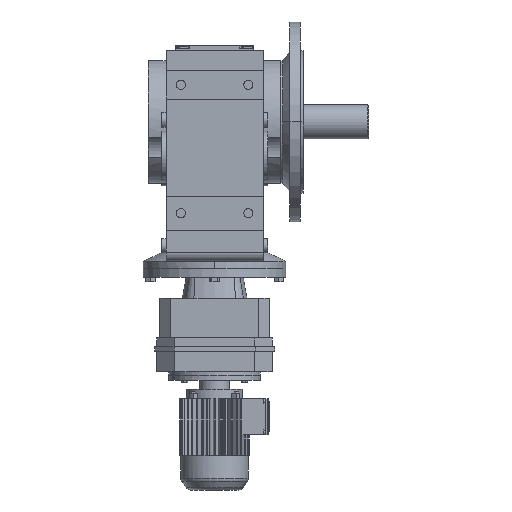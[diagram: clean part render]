
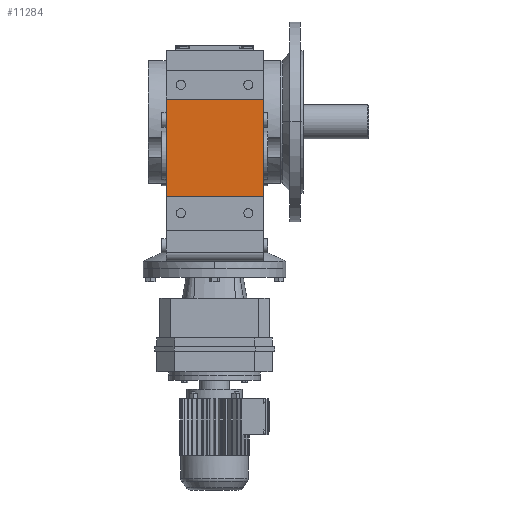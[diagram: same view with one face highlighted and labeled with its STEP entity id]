
A CAD part, front view. The second image highlights one B-rep face of the part: STEP entity #11284.
In plain terms, the highlighted planar face has unit normal (0, -1, 0).
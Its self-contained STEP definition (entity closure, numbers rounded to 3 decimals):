
#898 = PLANE('',#899);
#899 = AXIS2_PLACEMENT_3D('',#900,#901,#902);
#900 = CARTESIAN_POINT('',(-85.,-188.58,-228.15));
#901 = DIRECTION('',(-1.,0.,0.));
#902 = DIRECTION('',(0.,0.,1.));
#5471 = VERTEX_POINT('',#5472);
#5472 = CARTESIAN_POINT('',(-85.,-204.58,-130.));
#5486 = PLANE('',#5487);
#5487 = AXIS2_PLACEMENT_3D('',#5488,#5489,#5490);
#5488 = CARTESIAN_POINT('',(-85.,-204.58,-130.));
#5489 = DIRECTION('',(0.,0.,1.));
#5490 = DIRECTION('',(1.,0.,0.));
#5498 = EDGE_CURVE('',#5499,#5471,#5501,.T.);
#5499 = VERTEX_POINT('',#5500);
#5500 = CARTESIAN_POINT('',(-85.,-204.58,40.));
#5501 = SURFACE_CURVE('',#5502,(#5506,#5513),.PCURVE_S1.);
#5502 = LINE('',#5503,#5504);
#5503 = CARTESIAN_POINT('',(-85.,-204.58,40.));
#5504 = VECTOR('',#5505,1.);
#5505 = DIRECTION('',(0.,0.,-1.));
#5506 = PCURVE('',#898,#5507);
#5507 = DEFINITIONAL_REPRESENTATION('',(#5508),#5512);
#5508 = LINE('',#5509,#5510);
#5509 = CARTESIAN_POINT('',(268.15,-16.));
#5510 = VECTOR('',#5511,1.);
#5511 = DIRECTION('',(-1.,0.));
#5512 = ( GEOMETRIC_REPRESENTATION_CONTEXT(2) 
PARAMETRIC_REPRESENTATION_CONTEXT() REPRESENTATION_CONTEXT('2D SPACE',''
  ) );
#5513 = PCURVE('',#5514,#5519);
#5514 = PLANE('',#5515);
#5515 = AXIS2_PLACEMENT_3D('',#5516,#5517,#5518);
#5516 = CARTESIAN_POINT('',(-85.,-204.58,40.));
#5517 = DIRECTION('',(0.,-1.,0.));
#5518 = DIRECTION('',(0.,0.,-1.));
#5519 = DEFINITIONAL_REPRESENTATION('',(#5520),#5524);
#5520 = LINE('',#5521,#5522);
#5521 = CARTESIAN_POINT('',(0.,0.));
#5522 = VECTOR('',#5523,1.);
#5523 = DIRECTION('',(1.,0.));
#5524 = ( GEOMETRIC_REPRESENTATION_CONTEXT(2) 
PARAMETRIC_REPRESENTATION_CONTEXT() REPRESENTATION_CONTEXT('2D SPACE',''
  ) );
#5542 = PLANE('',#5543);
#5543 = AXIS2_PLACEMENT_3D('',#5544,#5545,#5546);
#5544 = CARTESIAN_POINT('',(-85.,-204.58,40.));
#5545 = DIRECTION('',(0.,0.,-1.));
#5546 = DIRECTION('',(-1.,0.,0.));
#10137 = PLANE('',#10138);
#10138 = AXIS2_PLACEMENT_3D('',#10139,#10140,#10141);
#10139 = CARTESIAN_POINT('',(85.,-188.58,-228.15));
#10140 = DIRECTION('',(-1.,0.,0.));
#10141 = DIRECTION('',(0.,0.,1.));
#10385 = VERTEX_POINT('',#10386);
#10386 = CARTESIAN_POINT('',(85.,-204.58,-130.));
#10407 = EDGE_CURVE('',#5471,#10385,#10408,.T.);
#10408 = SURFACE_CURVE('',#10409,(#10413,#10420),.PCURVE_S1.);
#10409 = LINE('',#10410,#10411);
#10410 = CARTESIAN_POINT('',(-85.,-204.58,-130.));
#10411 = VECTOR('',#10412,1.);
#10412 = DIRECTION('',(1.,0.,0.));
#10413 = PCURVE('',#5486,#10414);
#10414 = DEFINITIONAL_REPRESENTATION('',(#10415),#10419);
#10415 = LINE('',#10416,#10417);
#10416 = CARTESIAN_POINT('',(0.,0.));
#10417 = VECTOR('',#10418,1.);
#10418 = DIRECTION('',(1.,0.));
#10419 = ( GEOMETRIC_REPRESENTATION_CONTEXT(2) 
PARAMETRIC_REPRESENTATION_CONTEXT() REPRESENTATION_CONTEXT('2D SPACE',''
  ) );
#10420 = PCURVE('',#5514,#10421);
#10421 = DEFINITIONAL_REPRESENTATION('',(#10422),#10426);
#10422 = LINE('',#10423,#10424);
#10423 = CARTESIAN_POINT('',(170.,0.));
#10424 = VECTOR('',#10425,1.);
#10425 = DIRECTION('',(0.,1.));
#10426 = ( GEOMETRIC_REPRESENTATION_CONTEXT(2) 
PARAMETRIC_REPRESENTATION_CONTEXT() REPRESENTATION_CONTEXT('2D SPACE',''
  ) );
#11284 = ADVANCED_FACE('',(#11285),#5514,.T.);
#11285 = FACE_BOUND('',#11286,.T.);
#11286 = EDGE_LOOP('',(#11287,#11288,#11311,#11332));
#11287 = ORIENTED_EDGE('',*,*,#10407,.T.);
#11288 = ORIENTED_EDGE('',*,*,#11289,.F.);
#11289 = EDGE_CURVE('',#11290,#10385,#11292,.T.);
#11290 = VERTEX_POINT('',#11291);
#11291 = CARTESIAN_POINT('',(85.,-204.58,40.));
#11292 = SURFACE_CURVE('',#11293,(#11297,#11304),.PCURVE_S1.);
#11293 = LINE('',#11294,#11295);
#11294 = CARTESIAN_POINT('',(85.,-204.58,40.));
#11295 = VECTOR('',#11296,1.);
#11296 = DIRECTION('',(0.,0.,-1.));
#11297 = PCURVE('',#5514,#11298);
#11298 = DEFINITIONAL_REPRESENTATION('',(#11299),#11303);
#11299 = LINE('',#11300,#11301);
#11300 = CARTESIAN_POINT('',(0.,170.));
#11301 = VECTOR('',#11302,1.);
#11302 = DIRECTION('',(1.,0.));
#11303 = ( GEOMETRIC_REPRESENTATION_CONTEXT(2) 
PARAMETRIC_REPRESENTATION_CONTEXT() REPRESENTATION_CONTEXT('2D SPACE',''
  ) );
#11304 = PCURVE('',#10137,#11305);
#11305 = DEFINITIONAL_REPRESENTATION('',(#11306),#11310);
#11306 = LINE('',#11307,#11308);
#11307 = CARTESIAN_POINT('',(268.15,-16.));
#11308 = VECTOR('',#11309,1.);
#11309 = DIRECTION('',(-1.,0.));
#11310 = ( GEOMETRIC_REPRESENTATION_CONTEXT(2) 
PARAMETRIC_REPRESENTATION_CONTEXT() REPRESENTATION_CONTEXT('2D SPACE',''
  ) );
#11311 = ORIENTED_EDGE('',*,*,#11312,.F.);
#11312 = EDGE_CURVE('',#5499,#11290,#11313,.T.);
#11313 = SURFACE_CURVE('',#11314,(#11318,#11325),.PCURVE_S1.);
#11314 = LINE('',#11315,#11316);
#11315 = CARTESIAN_POINT('',(-85.,-204.58,40.));
#11316 = VECTOR('',#11317,1.);
#11317 = DIRECTION('',(1.,0.,0.));
#11318 = PCURVE('',#5514,#11319);
#11319 = DEFINITIONAL_REPRESENTATION('',(#11320),#11324);
#11320 = LINE('',#11321,#11322);
#11321 = CARTESIAN_POINT('',(0.,0.));
#11322 = VECTOR('',#11323,1.);
#11323 = DIRECTION('',(0.,1.));
#11324 = ( GEOMETRIC_REPRESENTATION_CONTEXT(2) 
PARAMETRIC_REPRESENTATION_CONTEXT() REPRESENTATION_CONTEXT('2D SPACE',''
  ) );
#11325 = PCURVE('',#5542,#11326);
#11326 = DEFINITIONAL_REPRESENTATION('',(#11327),#11331);
#11327 = LINE('',#11328,#11329);
#11328 = CARTESIAN_POINT('',(0.,0.));
#11329 = VECTOR('',#11330,1.);
#11330 = DIRECTION('',(-1.,0.));
#11331 = ( GEOMETRIC_REPRESENTATION_CONTEXT(2) 
PARAMETRIC_REPRESENTATION_CONTEXT() REPRESENTATION_CONTEXT('2D SPACE',''
  ) );
#11332 = ORIENTED_EDGE('',*,*,#5498,.T.);
